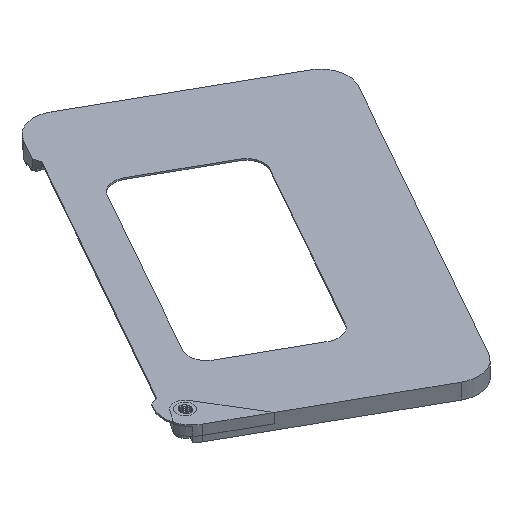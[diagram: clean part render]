
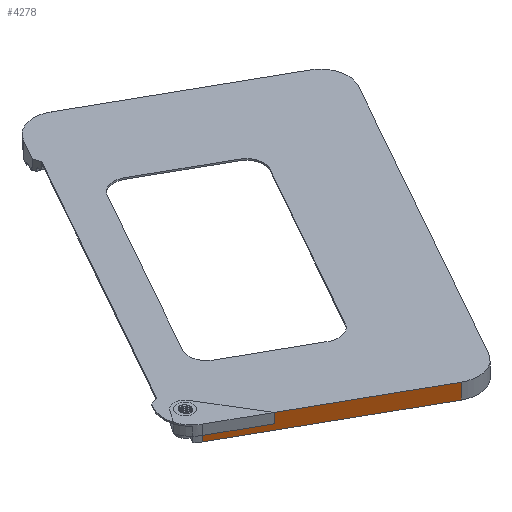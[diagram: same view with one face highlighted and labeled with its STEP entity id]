
A CAD part, isometric view. The second image highlights one B-rep face of the part: STEP entity #4278.
In plain terms, the highlighted planar face has unit normal (-0.49, -0.872, 0).
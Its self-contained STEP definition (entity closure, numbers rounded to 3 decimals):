
#102 = PLANE('',#103);
#103 = AXIS2_PLACEMENT_3D('',#104,#105,#106);
#104 = CARTESIAN_POINT('',(50.02,29.82,5.6));
#105 = DIRECTION('',(0.,0.,1.));
#106 = DIRECTION('',(1.,0.,0.));
#553 = VERTEX_POINT('',#554);
#554 = CARTESIAN_POINT('',(-1.196,-6.211,2.8));
#568 = PLANE('',#569);
#569 = AXIS2_PLACEMENT_3D('',#570,#571,#572);
#570 = CARTESIAN_POINT('',(-1.196,-6.211,1.2));
#571 = DIRECTION('',(0.49,0.872,0.));
#572 = DIRECTION('',(0.872,-0.49,0.));
#597 = CYLINDRICAL_SURFACE('',#598,8.);
#598 = AXIS2_PLACEMENT_3D('',#599,#600,#601);
#599 = CARTESIAN_POINT('',(2.723,0.764,1.2));
#600 = DIRECTION('',(-0.,-0.,-1.));
#601 = DIRECTION('',(1.,0.,0.));
#705 = VERTEX_POINT('',#706);
#706 = CARTESIAN_POINT('',(11.887,-13.562,5.6));
#727 = EDGE_CURVE('',#705,#728,#730,.T.);
#728 = VERTEX_POINT('',#729);
#729 = CARTESIAN_POINT('',(45.882,-32.663,5.6));
#730 = SURFACE_CURVE('',#731,(#735,#742),.PCURVE_S1.);
#731 = LINE('',#732,#733);
#732 = CARTESIAN_POINT('',(-1.196,-6.211,5.6));
#733 = VECTOR('',#734,1.);
#734 = DIRECTION('',(0.872,-0.49,0.));
#735 = PCURVE('',#102,#736);
#736 = DEFINITIONAL_REPRESENTATION('',(#737),#741);
#737 = LINE('',#738,#739);
#738 = CARTESIAN_POINT('',(-51.215,-36.031));
#739 = VECTOR('',#740,1.);
#740 = DIRECTION('',(0.872,-0.49));
#741 = ( GEOMETRIC_REPRESENTATION_CONTEXT(2) 
PARAMETRIC_REPRESENTATION_CONTEXT() REPRESENTATION_CONTEXT('2D SPACE',''
  ) );
#742 = PCURVE('',#743,#748);
#743 = PLANE('',#744);
#744 = AXIS2_PLACEMENT_3D('',#745,#746,#747);
#745 = CARTESIAN_POINT('',(-1.196,-6.211,1.2));
#746 = DIRECTION('',(0.49,0.872,0.));
#747 = DIRECTION('',(0.872,-0.49,0.));
#748 = DEFINITIONAL_REPRESENTATION('',(#749),#753);
#749 = LINE('',#750,#751);
#750 = CARTESIAN_POINT('',(0.,-4.4));
#751 = VECTOR('',#752,1.);
#752 = DIRECTION('',(1.,0.));
#753 = ( GEOMETRIC_REPRESENTATION_CONTEXT(2) 
PARAMETRIC_REPRESENTATION_CONTEXT() REPRESENTATION_CONTEXT('2D SPACE',''
  ) );
#772 = CYLINDRICAL_SURFACE('',#773,8.);
#773 = AXIS2_PLACEMENT_3D('',#774,#775,#776);
#774 = CARTESIAN_POINT('',(49.801,-25.688,1.2));
#775 = DIRECTION('',(-0.,-0.,-1.));
#776 = DIRECTION('',(1.,0.,0.));
#1759 = PLANE('',#1760);
#1760 = AXIS2_PLACEMENT_3D('',#1761,#1762,#1763);
#1761 = CARTESIAN_POINT('',(50.02,29.82,1.2));
#1762 = DIRECTION('',(0.,0.,1.));
#1763 = DIRECTION('',(1.,0.,0.));
#2629 = EDGE_CURVE('',#2630,#553,#2632,.T.);
#2630 = VERTEX_POINT('',#2631);
#2631 = CARTESIAN_POINT('',(-1.196,-6.211,1.2));
#2632 = SURFACE_CURVE('',#2633,(#2637,#2644),.PCURVE_S1.);
#2633 = LINE('',#2634,#2635);
#2634 = CARTESIAN_POINT('',(-1.196,-6.211,1.2));
#2635 = VECTOR('',#2636,1.);
#2636 = DIRECTION('',(0.,0.,1.));
#2637 = PCURVE('',#597,#2638);
#2638 = DEFINITIONAL_REPRESENTATION('',(#2639),#2643);
#2639 = LINE('',#2640,#2641);
#2640 = CARTESIAN_POINT('',(-4.2,0.));
#2641 = VECTOR('',#2642,1.);
#2642 = DIRECTION('',(-0.,-1.));
#2643 = ( GEOMETRIC_REPRESENTATION_CONTEXT(2) 
PARAMETRIC_REPRESENTATION_CONTEXT() REPRESENTATION_CONTEXT('2D SPACE',''
  ) );
#2644 = PCURVE('',#743,#2645);
#2645 = DEFINITIONAL_REPRESENTATION('',(#2646),#2650);
#2646 = LINE('',#2647,#2648);
#2647 = CARTESIAN_POINT('',(0.,0.));
#2648 = VECTOR('',#2649,1.);
#2649 = DIRECTION('',(0.,-1.));
#2650 = ( GEOMETRIC_REPRESENTATION_CONTEXT(2) 
PARAMETRIC_REPRESENTATION_CONTEXT() REPRESENTATION_CONTEXT('2D SPACE',''
  ) );
#2677 = EDGE_CURVE('',#2678,#553,#2680,.T.);
#2678 = VERTEX_POINT('',#2679);
#2679 = CARTESIAN_POINT('',(11.887,-13.562,2.8));
#2680 = SURFACE_CURVE('',#2681,(#2685,#2692),.PCURVE_S1.);
#2681 = LINE('',#2682,#2683);
#2682 = CARTESIAN_POINT('',(11.887,-13.562,2.8));
#2683 = VECTOR('',#2684,1.);
#2684 = DIRECTION('',(-0.872,0.49,0.));
#2685 = PCURVE('',#568,#2686);
#2686 = DEFINITIONAL_REPRESENTATION('',(#2687),#2691);
#2687 = LINE('',#2688,#2689);
#2688 = CARTESIAN_POINT('',(15.007,-1.6));
#2689 = VECTOR('',#2690,1.);
#2690 = DIRECTION('',(-1.,0.));
#2691 = ( GEOMETRIC_REPRESENTATION_CONTEXT(2) 
PARAMETRIC_REPRESENTATION_CONTEXT() REPRESENTATION_CONTEXT('2D SPACE',''
  ) );
#2692 = PCURVE('',#743,#2693);
#2693 = DEFINITIONAL_REPRESENTATION('',(#2694),#2698);
#2694 = LINE('',#2695,#2696);
#2695 = CARTESIAN_POINT('',(15.007,-1.6));
#2696 = VECTOR('',#2697,1.);
#2697 = DIRECTION('',(-1.,0.));
#2698 = ( GEOMETRIC_REPRESENTATION_CONTEXT(2) 
PARAMETRIC_REPRESENTATION_CONTEXT() REPRESENTATION_CONTEXT('2D SPACE',''
  ) );
#2722 = EDGE_CURVE('',#2678,#705,#2723,.T.);
#2723 = SURFACE_CURVE('',#2724,(#2728,#2735),.PCURVE_S1.);
#2724 = LINE('',#2725,#2726);
#2725 = CARTESIAN_POINT('',(11.887,-13.562,2.8));
#2726 = VECTOR('',#2727,1.);
#2727 = DIRECTION('',(0.,0.,1.));
#2728 = PCURVE('',#568,#2729);
#2729 = DEFINITIONAL_REPRESENTATION('',(#2730),#2734);
#2730 = LINE('',#2731,#2732);
#2731 = CARTESIAN_POINT('',(15.007,-1.6));
#2732 = VECTOR('',#2733,1.);
#2733 = DIRECTION('',(0.,-1.));
#2734 = ( GEOMETRIC_REPRESENTATION_CONTEXT(2) 
PARAMETRIC_REPRESENTATION_CONTEXT() REPRESENTATION_CONTEXT('2D SPACE',''
  ) );
#2735 = PCURVE('',#743,#2736);
#2736 = DEFINITIONAL_REPRESENTATION('',(#2737),#2741);
#2737 = LINE('',#2738,#2739);
#2738 = CARTESIAN_POINT('',(15.007,-1.6));
#2739 = VECTOR('',#2740,1.);
#2740 = DIRECTION('',(0.,-1.));
#2741 = ( GEOMETRIC_REPRESENTATION_CONTEXT(2) 
PARAMETRIC_REPRESENTATION_CONTEXT() REPRESENTATION_CONTEXT('2D SPACE',''
  ) );
#4232 = EDGE_CURVE('',#4233,#728,#4235,.T.);
#4233 = VERTEX_POINT('',#4234);
#4234 = CARTESIAN_POINT('',(45.882,-32.663,1.2));
#4235 = SURFACE_CURVE('',#4236,(#4240,#4247),.PCURVE_S1.);
#4236 = LINE('',#4237,#4238);
#4237 = CARTESIAN_POINT('',(45.882,-32.663,1.2));
#4238 = VECTOR('',#4239,1.);
#4239 = DIRECTION('',(0.,0.,1.));
#4240 = PCURVE('',#772,#4241);
#4241 = DEFINITIONAL_REPRESENTATION('',(#4242),#4246);
#4242 = LINE('',#4243,#4244);
#4243 = CARTESIAN_POINT('',(-4.2,0.));
#4244 = VECTOR('',#4245,1.);
#4245 = DIRECTION('',(-0.,-1.));
#4246 = ( GEOMETRIC_REPRESENTATION_CONTEXT(2) 
PARAMETRIC_REPRESENTATION_CONTEXT() REPRESENTATION_CONTEXT('2D SPACE',''
  ) );
#4247 = PCURVE('',#743,#4248);
#4248 = DEFINITIONAL_REPRESENTATION('',(#4249),#4253);
#4249 = LINE('',#4250,#4251);
#4250 = CARTESIAN_POINT('',(54.,0.));
#4251 = VECTOR('',#4252,1.);
#4252 = DIRECTION('',(0.,-1.));
#4253 = ( GEOMETRIC_REPRESENTATION_CONTEXT(2) 
PARAMETRIC_REPRESENTATION_CONTEXT() REPRESENTATION_CONTEXT('2D SPACE',''
  ) );
#4278 = ADVANCED_FACE('',(#4279),#743,.F.);
#4279 = FACE_BOUND('',#4280,.F.);
#4280 = EDGE_LOOP('',(#4281,#4302,#4303,#4304,#4305,#4306));
#4281 = ORIENTED_EDGE('',*,*,#4282,.F.);
#4282 = EDGE_CURVE('',#2630,#4233,#4283,.T.);
#4283 = SURFACE_CURVE('',#4284,(#4288,#4295),.PCURVE_S1.);
#4284 = LINE('',#4285,#4286);
#4285 = CARTESIAN_POINT('',(-1.196,-6.211,1.2));
#4286 = VECTOR('',#4287,1.);
#4287 = DIRECTION('',(0.872,-0.49,0.));
#4288 = PCURVE('',#743,#4289);
#4289 = DEFINITIONAL_REPRESENTATION('',(#4290),#4294);
#4290 = LINE('',#4291,#4292);
#4291 = CARTESIAN_POINT('',(0.,0.));
#4292 = VECTOR('',#4293,1.);
#4293 = DIRECTION('',(1.,0.));
#4294 = ( GEOMETRIC_REPRESENTATION_CONTEXT(2) 
PARAMETRIC_REPRESENTATION_CONTEXT() REPRESENTATION_CONTEXT('2D SPACE',''
  ) );
#4295 = PCURVE('',#1759,#4296);
#4296 = DEFINITIONAL_REPRESENTATION('',(#4297),#4301);
#4297 = LINE('',#4298,#4299);
#4298 = CARTESIAN_POINT('',(-51.215,-36.031));
#4299 = VECTOR('',#4300,1.);
#4300 = DIRECTION('',(0.872,-0.49));
#4301 = ( GEOMETRIC_REPRESENTATION_CONTEXT(2) 
PARAMETRIC_REPRESENTATION_CONTEXT() REPRESENTATION_CONTEXT('2D SPACE',''
  ) );
#4302 = ORIENTED_EDGE('',*,*,#2629,.T.);
#4303 = ORIENTED_EDGE('',*,*,#2677,.F.);
#4304 = ORIENTED_EDGE('',*,*,#2722,.T.);
#4305 = ORIENTED_EDGE('',*,*,#727,.T.);
#4306 = ORIENTED_EDGE('',*,*,#4232,.F.);
